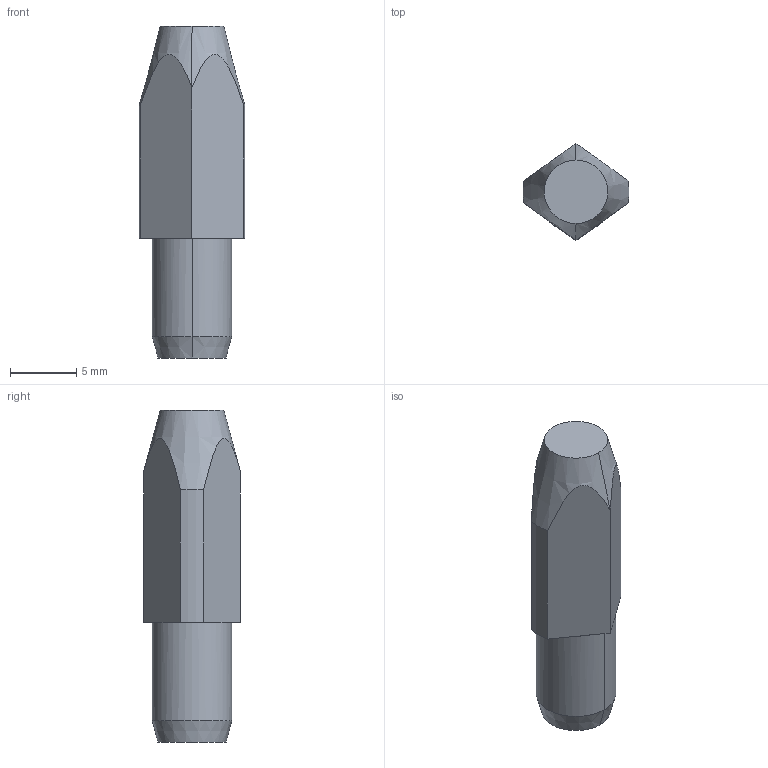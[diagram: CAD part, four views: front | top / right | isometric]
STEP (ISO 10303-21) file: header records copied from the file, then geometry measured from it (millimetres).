
FILE_DESCRIPTION(('STEP AP214'),'1');
FILE_NAME(' ',' ',('TraceParts'),('TraceParts S.A.'),'XStep 1.0',' ',' ');
FILE_SCHEMA(('automotive_design'));
Length unit declared in the file: millimetre
Products named in the file (1): 1
Bounding box: 7.98 x 7.28 x 25 mm (x, y, z)
Volume: 776.8 mm3; surface area: 560.4 mm2
Topology: 1 solids, 1 shells, 22 faces, 48 edges, 28 vertices
Faces by surface type: plane 14, cylinder 4, cone 4
Entity records: 1172 total; most frequent: DIRECTION 110, CARTESIAN_POINT 107, STYLED_ITEM 99, PRESENTATION_STYLE_ASSIGNMENT 99, COLOUR_RGB 99, ORIENTED_EDGE 96, EDGE_CURVE 48, CURVE_STYLE 48
